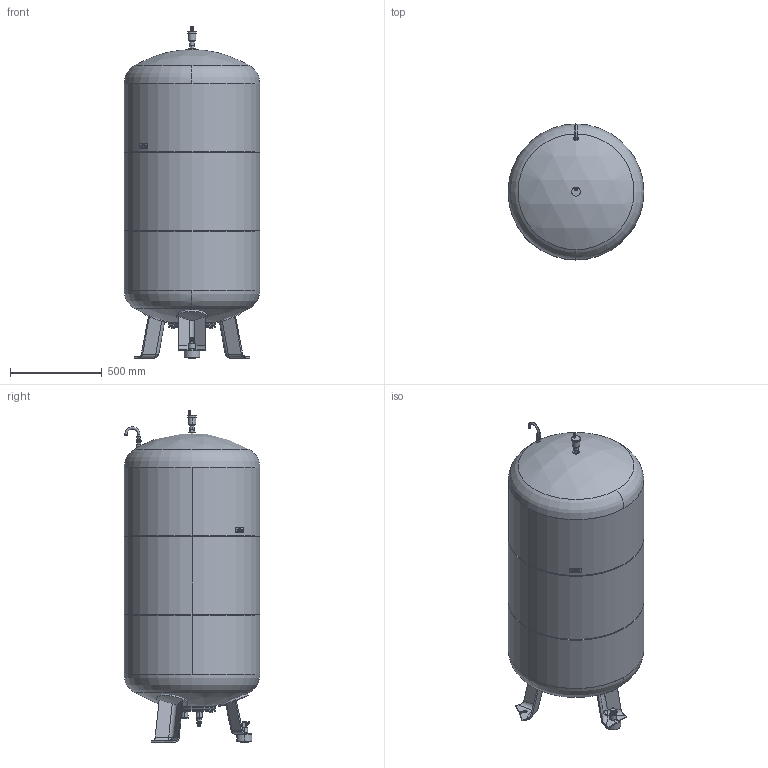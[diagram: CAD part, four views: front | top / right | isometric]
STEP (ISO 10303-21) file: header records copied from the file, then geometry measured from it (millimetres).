
FILE_DESCRIPTION((''),'2;1');
FILE_NAME('3d_VG600-6600400.stp','2009-12-30T08:00:42',(''),(''),'Mechanical Desktop 2008','Mechanical Desktop 2008',', , ');
FILE_SCHEMA(('CONFIG_CONTROL_DESIGN'));
Length unit declared in the file: millimetre
Products named in the file (1): Product
Bounding box: 740 x 740 x 1810 mm (x, y, z)
Volume: 594382599 mm3; surface area: 6286598.1 mm2
Topology: 40 solids, 40 shells, 565 faces, 1246 edges, 792 vertices
Faces by surface type: plane 300, cylinder 177, cone 44, bspline 15, sphere 15, torus 14
Entity records: 15915 total; most frequent: CARTESIAN_POINT 3140, DIRECTION 2778, ORIENTED_EDGE 2460, EDGE_CURVE 1230, AXIS2_PLACEMENT_3D 1019, VERTEX_POINT 792, VECTOR 740, LINE 740
